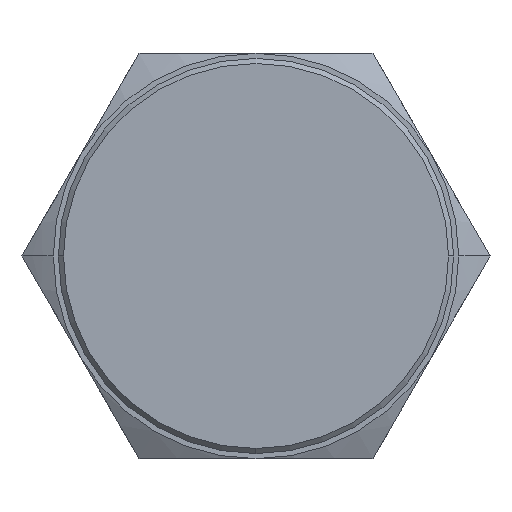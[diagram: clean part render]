
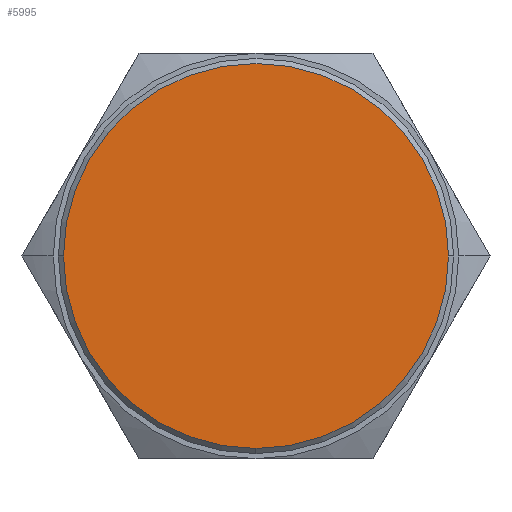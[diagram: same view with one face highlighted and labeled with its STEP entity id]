
A CAD part, left-side view. The second image highlights one B-rep face of the part: STEP entity #5995.
In plain terms, the highlighted planar face has unit normal (-1, 0, 0).
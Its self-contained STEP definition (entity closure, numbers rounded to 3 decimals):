
#125 = DIRECTION ( 'NONE',  ( -1., 0., 0. ) ) ;
#443 = EDGE_CURVE ( 'NONE', #3245, #6456, #607, .T. ) ;
#607 = CIRCLE ( 'NONE', #3829, 3.8 ) ;
#758 = CARTESIAN_POINT ( 'NONE',  ( 0., 0., 0. ) ) ;
#888 = DIRECTION ( 'NONE',  ( -1., 0., 0. ) ) ;
#1046 = CARTESIAN_POINT ( 'NONE',  ( 0., 0., -3.8 ) ) ;
#1350 = EDGE_CURVE ( 'NONE', #4956, #3245, #2496, .T. ) ;
#1428 = DIRECTION ( 'NONE',  ( 0., 1., 0. ) ) ;
#1509 = AXIS2_PLACEMENT_3D ( 'NONE', #758, #2364, #5588 ) ;
#2002 = ORIENTED_EDGE ( 'NONE', *, *, #443, .T. ) ;
#2018 = CARTESIAN_POINT ( 'NONE',  ( 0., 0., 0. ) ) ;
#2320 = DIRECTION ( 'NONE',  ( 0., 1., 0. ) ) ;
#2364 = DIRECTION ( 'NONE',  ( -1., 0., 0. ) ) ;
#2484 = EDGE_LOOP ( 'NONE', ( #3820, #4628, #2002 ) ) ;
#2496 = CIRCLE ( 'NONE', #2939, 3.8 ) ;
#2762 = AXIS2_PLACEMENT_3D ( 'NONE', #6707, #888, #3018 ) ;
#2932 = CARTESIAN_POINT ( 'NONE',  ( 0., 0., 0. ) ) ;
#2939 = AXIS2_PLACEMENT_3D ( 'NONE', #2932, #125, #2320 ) ;
#3018 = DIRECTION ( 'NONE',  ( 0., 0., 1. ) ) ;
#3245 = VERTEX_POINT ( 'NONE', #1046 ) ;
#3438 = EDGE_CURVE ( 'NONE', #6456, #4956, #4948, .T. ) ;
#3820 = ORIENTED_EDGE ( 'NONE', *, *, #3438, .T. ) ;
#3829 = AXIS2_PLACEMENT_3D ( 'NONE', #2018, #6260, #1428 ) ;
#3910 = CARTESIAN_POINT ( 'NONE',  ( 0., -3.8, 0. ) ) ;
#4628 = ORIENTED_EDGE ( 'NONE', *, *, #1350, .T. ) ;
#4844 = CARTESIAN_POINT ( 'NONE',  ( 0., 3.8, 0. ) ) ;
#4948 = CIRCLE ( 'NONE', #1509, 3.8 ) ;
#4956 = VERTEX_POINT ( 'NONE', #4844 ) ;
#5121 = FACE_OUTER_BOUND ( 'NONE', #2484, .T. ) ;
#5588 = DIRECTION ( 'NONE',  ( 0., -1., 0. ) ) ;
#5995 = ADVANCED_FACE ( 'NONE', ( #5121 ), #6283, .T. ) ;
#6260 = DIRECTION ( 'NONE',  ( -1., 0., 0. ) ) ;
#6283 = PLANE ( 'NONE',  #2762 ) ;
#6456 = VERTEX_POINT ( 'NONE', #3910 ) ;
#6707 = CARTESIAN_POINT ( 'NONE',  ( 0., 0., 0. ) ) ;
